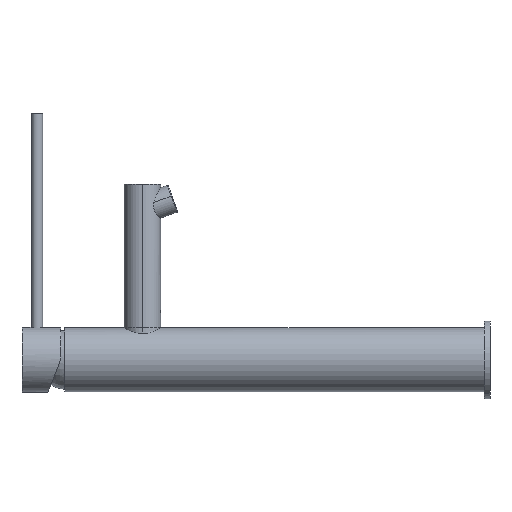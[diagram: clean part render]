
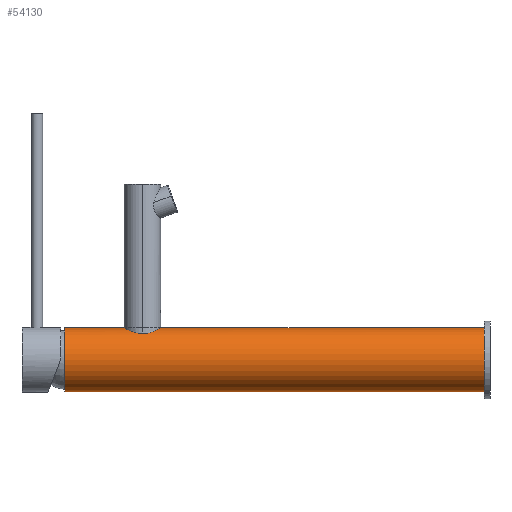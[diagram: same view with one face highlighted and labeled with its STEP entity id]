
A CAD part, left-side view. The second image highlights one B-rep face of the part: STEP entity #54130.
In plain terms, the highlighted cylindrical face has radius 22.225 mm (diameter 44.45 mm), a partial arc.
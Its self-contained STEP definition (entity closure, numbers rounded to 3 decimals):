
#154 = CARTESIAN_POINT ( 'NONE',  ( 0., 250.85, 11.725 ) ) ;
#545 = LINE ( 'NONE', #55689, #44560 ) ;
#885 = CIRCLE ( 'NONE', #55804, 22.225 ) ;
#1034 = CARTESIAN_POINT ( 'NONE',  ( 0., 0., 11.725 ) ) ;
#1224 = CARTESIAN_POINT ( 'NONE',  ( -9.382, 246.791, 9.65 ) ) ;
#1654 = EDGE_CURVE ( 'NONE', #62878, #70612, #46278, .T. ) ;
#2285 = CARTESIAN_POINT ( 'NONE',  ( -9.657, 246.487, 9.519 ) ) ;
#4182 = DIRECTION ( 'NONE',  ( 0., 0., -1. ) ) ;
#4747 = FACE_OUTER_BOUND ( 'NONE', #66812, .T. ) ;
#5038 = CARTESIAN_POINT ( 'NONE',  ( 0., 250.85, 11.725 ) ) ;
#5580 = DIRECTION ( 'NONE',  ( 0., 1., 0. ) ) ;
#5887 = CARTESIAN_POINT ( 'NONE',  ( -4.205, 250.15, 11.328 ) ) ;
#6597 = CARTESIAN_POINT ( 'NONE',  ( -3.427, 225.608, 11.463 ) ) ;
#7117 = CARTESIAN_POINT ( 'NONE',  ( 0., 292., -32.725 ) ) ;
#7353 = CARTESIAN_POINT ( 'NONE',  ( -0.031, 225.15, 11.725 ) ) ;
#7657 = CARTESIAN_POINT ( 'NONE',  ( -6.498, 249.118, 10.767 ) ) ;
#8014 = CARTESIAN_POINT ( 'NONE',  ( -5.766, 249.514, 10.979 ) ) ;
#8678 = VERTEX_POINT ( 'NONE', #59044 ) ;
#12316 = CARTESIAN_POINT ( 'NONE',  ( -10.905, 231.19, 8.868 ) ) ;
#12687 = CARTESIAN_POINT ( 'NONE',  ( -11.12, 231.548, 8.744 ) ) ;
#13388 = CARTESIAN_POINT ( 'NONE',  ( -4.239, 225.862, 11.321 ) ) ;
#14709 = ORIENTED_EDGE ( 'NONE', *, *, #39066, .F. ) ;
#16637 = CARTESIAN_POINT ( 'NONE',  ( -3.387, 250.403, 11.469 ) ) ;
#17348 = CARTESIAN_POINT ( 'NONE',  ( -8.501, 247.645, 10.038 ) ) ;
#17525 = EDGE_CURVE ( 'NONE', #48249, #50200, #57733, .T. ) ;
#17705 = CARTESIAN_POINT ( 'NONE',  ( -8.804, 247.369, 9.909 ) ) ;
#18055 = CARTESIAN_POINT ( 'NONE',  ( -7.885, 227.845, 10.282 ) ) ;
#18080 = DIRECTION ( 'NONE',  ( 0., -1., 0. ) ) ;
#18772 = CARTESIAN_POINT ( 'NONE',  ( -12.514, 235.052, 7.867 ) ) ;
#18820 = CARTESIAN_POINT ( 'NONE',  ( -0.015, 225.15, 11.725 ) ) ;
#22007 = CARTESIAN_POINT ( 'NONE',  ( -2.973, 250.508, 11.529 ) ) ;
#22708 = CARTESIAN_POINT ( 'NONE',  ( -10.215, 230.16, 9.246 ) ) ;
#23068 = CARTESIAN_POINT ( 'NONE',  ( -12.759, 239.751, 7.699 ) ) ;
#23419 = ORIENTED_EDGE ( 'NONE', *, *, #67263, .F. ) ;
#23427 = CARTESIAN_POINT ( 'NONE',  ( -8.828, 228.654, 9.899 ) ) ;
#23780 = CARTESIAN_POINT ( 'NONE',  ( -7.867, 248.169, 10.289 ) ) ;
#24142 = CARTESIAN_POINT ( 'NONE',  ( -11.119, 244.495, 8.751 ) ) ;
#25336 = EDGE_CURVE ( 'NONE', #42430, #35109, #885, .T. ) ;
#25507 = ORIENTED_EDGE ( 'NONE', *, *, #1654, .T. ) ;
#27723 = CARTESIAN_POINT ( 'NONE',  ( -1.721, 250.763, 11.674 ) ) ;
#28323 = CARTESIAN_POINT ( 'NONE',  ( 0., 0., -10.5 ) ) ;
#28431 = CARTESIAN_POINT ( 'NONE',  ( -12.409, 234.636, 7.939 ) ) ;
#28592 = DIRECTION ( 'NONE',  ( 0., -1., 0. ) ) ;
#29152 = CARTESIAN_POINT ( 'NONE',  ( -12.852, 237.158, 7.632 ) ) ;
#29493 = CARTESIAN_POINT ( 'NONE',  ( -11.511, 243.772, 8.516 ) ) ;
#30411 = DIRECTION ( 'NONE',  ( 0., -1., 0. ) ) ;
#33005 = AXIS2_PLACEMENT_3D ( 'NONE', #54172, #43419, #48799 ) ;
#34167 = CARTESIAN_POINT ( 'NONE',  ( -9.696, 229.527, 9.509 ) ) ;
#34424 = DIRECTION ( 'NONE',  ( 0., 0., -1. ) ) ;
#34529 = CARTESIAN_POINT ( 'NONE',  ( -5.805, 226.505, 10.968 ) ) ;
#34884 = CARTESIAN_POINT ( 'NONE',  ( -6.532, 226.903, 10.756 ) ) ;
#34921 = CARTESIAN_POINT ( 'NONE',  ( -0.046, 225.15, 11.725 ) ) ;
#35109 = VERTEX_POINT ( 'NONE', #64644 ) ;
#35219 = CARTESIAN_POINT ( 'NONE',  ( -0.917, 225.153, 11.723 ) ) ;
#38510 = EDGE_CURVE ( 'NONE', #35109, #48249, #67055, .T. ) ;
#39066 = EDGE_CURVE ( 'NONE', #8678, #70612, #545, .T. ) ;
#39541 = CARTESIAN_POINT ( 'NONE',  ( -7.534, 248.418, 10.412 ) ) ;
#39737 = CARTESIAN_POINT ( 'NONE',  ( 0., 292., -32.725 ) ) ;
#39780 = DIRECTION ( 'NONE',  ( 0., 1., 0. ) ) ;
#39886 = CARTESIAN_POINT ( 'NONE',  ( -7.555, 227.598, 10.404 ) ) ;
#40604 = CARTESIAN_POINT ( 'NONE',  ( -12.395, 241.416, 7.948 ) ) ;
#41432 = ORIENTED_EDGE ( 'NONE', *, *, #17525, .F. ) ;
#42028 = ORIENTED_EDGE ( 'NONE', *, *, #25336, .F. ) ;
#42430 = VERTEX_POINT ( 'NONE', #39737 ) ;
#42719 = CYLINDRICAL_SURFACE ( 'NONE', #33005, 22.225 ) ;
#43419 = DIRECTION ( 'NONE',  ( 0., -1., 0. ) ) ;
#44553 = CARTESIAN_POINT ( 'NONE',  ( -12.142, 242.229, 8.116 ) ) ;
#44560 = VECTOR ( 'NONE', #18080, 1000. ) ;
#44914 = CARTESIAN_POINT ( 'NONE',  ( -11.693, 232.656, 8.401 ) ) ;
#45279 = CARTESIAN_POINT ( 'NONE',  ( -8.523, 228.374, 10.029 ) ) ;
#45624 = CARTESIAN_POINT ( 'NONE',  ( -12.766, 236.306, 7.694 ) ) ;
#45988 = CARTESIAN_POINT ( 'NONE',  ( -1.768, 225.244, 11.67 ) ) ;
#46278 = CIRCLE ( 'NONE', #66866, 22.225 ) ;
#48249 = VERTEX_POINT ( 'NONE', #5038 ) ;
#48799 = DIRECTION ( 'NONE',  ( 0., 0., 1. ) ) ;
#50200 = VERTEX_POINT ( 'NONE', #34921 ) ;
#50276 = CARTESIAN_POINT ( 'NONE',  ( -12.159, 233.822, 8.104 ) ) ;
#50634 = CARTESIAN_POINT ( 'NONE',  ( -10.18, 245.852, 9.259 ) ) ;
#51666 = B_SPLINE_CURVE_WITH_KNOTS ( 'NONE', 3,
 ( #55714, #7353, #18820, #61440 ),
 .UNSPECIFIED., .F., .F.,
 ( 4, 4 ),
 ( 0.5, 0.501 ),
 .UNSPECIFIED. ) ;
#51709 = CARTESIAN_POINT ( 'NONE',  ( -12.016, 233.427, 8.198 ) ) ;
#52657 = VECTOR ( 'NONE', #30411, 1000. ) ;
#54130 = ADVANCED_FACE ( 'NONE', ( #4747 ), #42719, .T. ) ;
#54172 = CARTESIAN_POINT ( 'NONE',  ( 0., 292., -10.5 ) ) ;
#54647 = CARTESIAN_POINT ( 'NONE',  ( 0., 292., -10.5 ) ) ;
#55666 = CARTESIAN_POINT ( 'NONE',  ( -4.642, 226.01, 11.239 ) ) ;
#55689 = CARTESIAN_POINT ( 'NONE',  ( 0., 292., 11.725 ) ) ;
#55714 = CARTESIAN_POINT ( 'NONE',  ( -0.046, 225.15, 11.725 ) ) ;
#55804 = AXIS2_PLACEMENT_3D ( 'NONE', #54647, #5580, #4182 ) ;
#55825 = LINE ( 'NONE', #7117, #64551 ) ;
#56734 = CARTESIAN_POINT ( 'NONE',  ( -4.604, 250.004, 11.247 ) ) ;
#57074 = CARTESIAN_POINT ( 'NONE',  ( -0.046, 225.15, 11.725 ) ) ;
#57328 = ORIENTED_EDGE ( 'NONE', *, *, #64211, .T. ) ;
#57733 = B_SPLINE_CURVE_WITH_KNOTS ( 'NONE', 3,
 ( #154, #65336, #27723, #22007, #16637, #5887, #56734, #8014, #7657, #39541, #23780, #17348, #17705, #1224, #2285, #50634, #61393, #24142, #29493, #67117, #44553, #40604, #67825, #23068, #62461, #29152, #45624, #18772, #28431, #50276, #51709, #44914, #66755, #12687, #12316, #22708, #34167, #23427, #45279, #18055, #39886, #34884, #34529, #55666, #13388, #6597, #62109, #45988, #35219, #57074 ),
 .UNSPECIFIED., .F., .F.,
 ( 4, 2, 2, 2, 2, 2, 2, 2, 2, 2, 2, 2, 2, 2, 2, 2, 2, 2, 2, 2, 2, 2, 2, 2, 4 ),
 ( 0., 0.031, 0.047, 0.063, 0.094, 0.109, 0.125, 0.141, 0.156, 0.188, 0.203, 0.219, 0.25, 0.281, 0.297, 0.313, 0.328, 0.344, 0.375, 0.391, 0.406, 0.437, 0.453, 0.469, 0.5 ),
 .UNSPECIFIED. ) ;
#59044 = CARTESIAN_POINT ( 'NONE',  ( 0., 225.15, 11.725 ) ) ;
#61167 = CARTESIAN_POINT ( 'NONE',  ( 0., 0., -32.725 ) ) ;
#61393 = CARTESIAN_POINT ( 'NONE',  ( -10.429, 245.519, 9.128 ) ) ;
#61440 = CARTESIAN_POINT ( 'NONE',  ( 0., 225.15, 11.725 ) ) ;
#62109 = CARTESIAN_POINT ( 'NONE',  ( -3.016, 225.502, 11.523 ) ) ;
#62461 = CARTESIAN_POINT ( 'NONE',  ( -12.848, 238.896, 7.635 ) ) ;
#62878 = VERTEX_POINT ( 'NONE', #61167 ) ;
#63001 = ORIENTED_EDGE ( 'NONE', *, *, #38510, .F. ) ;
#63003 = CARTESIAN_POINT ( 'NONE',  ( 0., 292., 11.725 ) ) ;
#64211 = EDGE_CURVE ( 'NONE', #42430, #62878, #55825, .T. ) ;
#64551 = VECTOR ( 'NONE', #28592, 1000. ) ;
#64644 = CARTESIAN_POINT ( 'NONE',  ( 0., 292., 11.725 ) ) ;
#65336 = CARTESIAN_POINT ( 'NONE',  ( -0.87, 250.85, 11.725 ) ) ;
#66755 = CARTESIAN_POINT ( 'NONE',  ( -11.514, 232.28, 8.511 ) ) ;
#66812 = EDGE_LOOP ( 'NONE', ( #42028, #57328, #25507, #14709, #23419, #41432, #63001 ) ) ;
#66866 = AXIS2_PLACEMENT_3D ( 'NONE', #28323, #39780, #34424 ) ;
#67055 = LINE ( 'NONE', #63003, #52657 ) ;
#67117 = CARTESIAN_POINT ( 'NONE',  ( -11.997, 242.623, 8.21 ) ) ;
#67263 = EDGE_CURVE ( 'NONE', #50200, #8678, #51666, .T. ) ;
#67825 = CARTESIAN_POINT ( 'NONE',  ( -12.502, 241.002, 7.876 ) ) ;
#70612 = VERTEX_POINT ( 'NONE', #1034 ) ;
